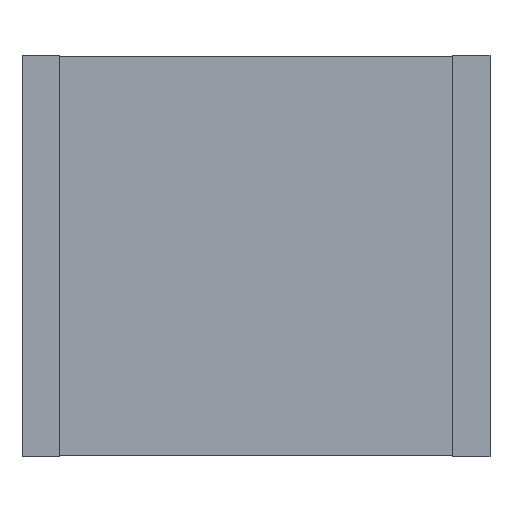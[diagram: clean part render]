
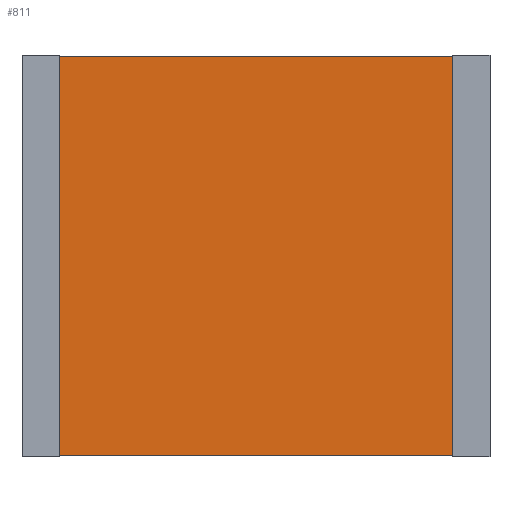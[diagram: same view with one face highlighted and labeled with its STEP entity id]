
A CAD part, front view. The second image highlights one B-rep face of the part: STEP entity #811.
In plain terms, the highlighted planar face has unit normal (0, -1, 0).
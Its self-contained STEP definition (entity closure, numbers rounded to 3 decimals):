
#1 = DIRECTION ( 'NONE',  ( 1., 0., 0. ) ) ;
#34 = ORIENTED_EDGE ( 'NONE', *, *, #799, .F. ) ;
#131 = VERTEX_POINT ( 'NONE', #1637 ) ;
#382 = VECTOR ( 'NONE', #383, 1000. ) ;
#383 = DIRECTION ( 'NONE',  ( 0., 0., -1. ) ) ;
#471 = LINE ( 'NONE', #1034, #1099 ) ;
#580 = CARTESIAN_POINT ( 'NONE',  ( 0.49, 0., 0. ) ) ;
#665 = DIRECTION ( 'NONE',  ( 0., 0., 1. ) ) ;
#677 = VECTOR ( 'NONE', #2138, 1000. ) ;
#688 = CARTESIAN_POINT ( 'NONE',  ( 5.79, 0., 0. ) ) ;
#799 = EDGE_CURVE ( 'NONE', #1481, #131, #1366, .T. ) ;
#811 = ADVANCED_FACE ( 'NONE', ( #2343 ), #972, .T. ) ;
#906 = EDGE_LOOP ( 'NONE', ( #34, #2296, #1937, #1804 ) ) ;
#948 = CARTESIAN_POINT ( 'NONE',  ( 0., 0., 0. ) ) ;
#972 = PLANE ( 'NONE',  #2225 ) ;
#1034 = CARTESIAN_POINT ( 'NONE',  ( 5.79, 0., 0. ) ) ;
#1099 = VECTOR ( 'NONE', #665, 1000. ) ;
#1167 = DIRECTION ( 'NONE',  ( 0., -1., 0. ) ) ;
#1343 = CARTESIAN_POINT ( 'NONE',  ( 0., 0., -5.38 ) ) ;
#1346 = LINE ( 'NONE', #580, #382 ) ;
#1366 = LINE ( 'NONE', #1343, #677 ) ;
#1377 = EDGE_CURVE ( 'NONE', #1481, #2002, #471, .T. ) ;
#1481 = VERTEX_POINT ( 'NONE', #1635 ) ;
#1635 = CARTESIAN_POINT ( 'NONE',  ( 5.79, 0., -5.38 ) ) ;
#1637 = CARTESIAN_POINT ( 'NONE',  ( 0.49, 0., -5.38 ) ) ;
#1736 = CARTESIAN_POINT ( 'NONE',  ( 0., 0., 0. ) ) ;
#1747 = VERTEX_POINT ( 'NONE', #2498 ) ;
#1804 = ORIENTED_EDGE ( 'NONE', *, *, #2303, .T. ) ;
#1815 = EDGE_CURVE ( 'NONE', #1747, #2002, #1951, .T. ) ;
#1937 = ORIENTED_EDGE ( 'NONE', *, *, #1815, .F. ) ;
#1951 = LINE ( 'NONE', #1736, #2240 ) ;
#2002 = VERTEX_POINT ( 'NONE', #688 ) ;
#2138 = DIRECTION ( 'NONE',  ( -1., 0., 0. ) ) ;
#2225 = AXIS2_PLACEMENT_3D ( 'NONE', #948, #1167, #2333 ) ;
#2240 = VECTOR ( 'NONE', #1, 1000. ) ;
#2296 = ORIENTED_EDGE ( 'NONE', *, *, #1377, .T. ) ;
#2303 = EDGE_CURVE ( 'NONE', #1747, #131, #1346, .T. ) ;
#2333 = DIRECTION ( 'NONE',  ( 0., 0., -1. ) ) ;
#2343 = FACE_OUTER_BOUND ( 'NONE', #906, .T. ) ;
#2498 = CARTESIAN_POINT ( 'NONE',  ( 0.49, 0., 0. ) ) ;
